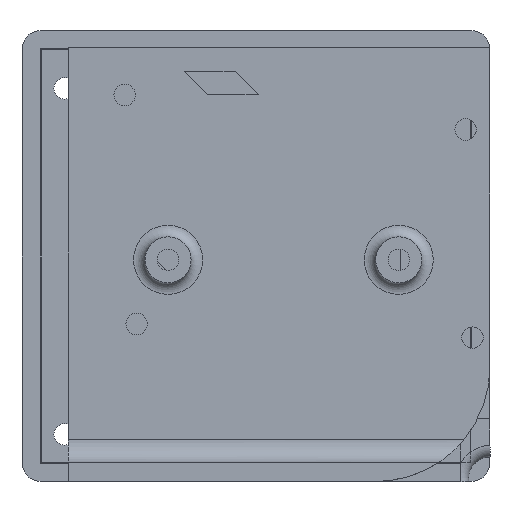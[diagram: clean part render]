
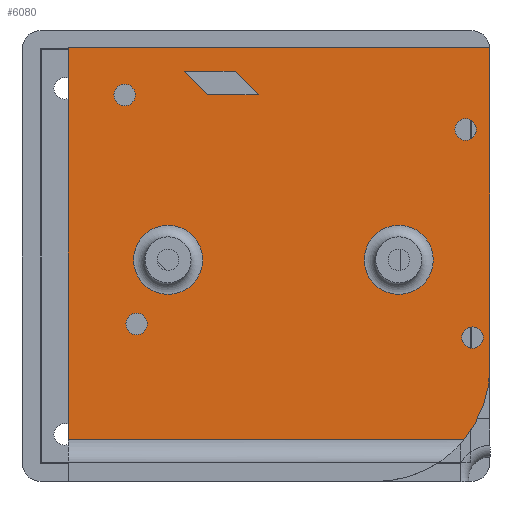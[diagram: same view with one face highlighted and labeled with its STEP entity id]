
A CAD part, front view. The second image highlights one B-rep face of the part: STEP entity #6080.
In plain terms, the highlighted planar face has unit normal (0, -1, 0).
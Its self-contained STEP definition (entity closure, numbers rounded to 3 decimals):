
#48=FACE_BOUND('',#735,.T.);
#49=FACE_BOUND('',#736,.T.);
#50=FACE_BOUND('',#737,.T.);
#51=FACE_BOUND('',#738,.T.);
#52=FACE_BOUND('',#739,.T.);
#53=FACE_BOUND('',#740,.T.);
#54=FACE_BOUND('',#741,.T.);
#120=CIRCLE('',#6435,4.5);
#122=CIRCLE('',#6438,15.);
#123=CIRCLE('',#6439,4.5);
#124=CIRCLE('',#6440,1.4);
#125=CIRCLE('',#6441,1.4);
#126=CIRCLE('',#6442,1.4);
#127=CIRCLE('',#6443,1.4);
#396=FACE_OUTER_BOUND('',#734,.T.);
#734=EDGE_LOOP('',(#4404,#4405,#4406,#4407,#4408));
#735=EDGE_LOOP('',(#4409));
#736=EDGE_LOOP('',(#4410,#4411,#4412,#4413));
#737=EDGE_LOOP('',(#4414));
#738=EDGE_LOOP('',(#4415));
#739=EDGE_LOOP('',(#4416));
#740=EDGE_LOOP('',(#4417));
#741=EDGE_LOOP('',(#4418));
#1209=LINE('',#8972,#1936);
#1210=LINE('',#8976,#1937);
#1211=LINE('',#8978,#1938);
#1212=LINE('',#8979,#1939);
#1213=LINE('',#8984,#1940);
#1214=LINE('',#8986,#1941);
#1215=LINE('',#8988,#1942);
#1216=LINE('',#8989,#1943);
#1936=VECTOR('',#7236,10.);
#1937=VECTOR('',#7239,10.);
#1938=VECTOR('',#7240,10.);
#1939=VECTOR('',#7241,10.);
#1940=VECTOR('',#7244,10.);
#1941=VECTOR('',#7245,10.);
#1942=VECTOR('',#7246,10.);
#1943=VECTOR('',#7247,10.);
#2618=VERTEX_POINT('',#8965);
#2619=VERTEX_POINT('',#8970);
#2620=VERTEX_POINT('',#8971);
#2621=VERTEX_POINT('',#8973);
#2622=VERTEX_POINT('',#8975);
#2623=VERTEX_POINT('',#8977);
#2624=VERTEX_POINT('',#8980);
#2625=VERTEX_POINT('',#8982);
#2626=VERTEX_POINT('',#8983);
#2627=VERTEX_POINT('',#8985);
#2628=VERTEX_POINT('',#8987);
#2629=VERTEX_POINT('',#8990);
#2630=VERTEX_POINT('',#8992);
#2631=VERTEX_POINT('',#8994);
#2632=VERTEX_POINT('',#8996);
#3281=EDGE_CURVE('',#2618,#2618,#120,.T.);
#3283=EDGE_CURVE('',#2619,#2620,#1209,.T.);
#3284=EDGE_CURVE('',#2621,#2619,#122,.T.);
#3285=EDGE_CURVE('',#2621,#2622,#1210,.T.);
#3286=EDGE_CURVE('',#2622,#2623,#1211,.T.);
#3287=EDGE_CURVE('',#2620,#2623,#1212,.T.);
#3288=EDGE_CURVE('',#2624,#2624,#123,.T.);
#3289=EDGE_CURVE('',#2625,#2626,#1213,.T.);
#3290=EDGE_CURVE('',#2626,#2627,#1214,.T.);
#3291=EDGE_CURVE('',#2627,#2628,#1215,.T.);
#3292=EDGE_CURVE('',#2628,#2625,#1216,.T.);
#3293=EDGE_CURVE('',#2629,#2629,#124,.T.);
#3294=EDGE_CURVE('',#2630,#2630,#125,.T.);
#3295=EDGE_CURVE('',#2631,#2631,#126,.T.);
#3296=EDGE_CURVE('',#2632,#2632,#127,.T.);
#4404=ORIENTED_EDGE('',*,*,#3283,.F.);
#4405=ORIENTED_EDGE('',*,*,#3284,.F.);
#4406=ORIENTED_EDGE('',*,*,#3285,.T.);
#4407=ORIENTED_EDGE('',*,*,#3286,.T.);
#4408=ORIENTED_EDGE('',*,*,#3287,.F.);
#4409=ORIENTED_EDGE('',*,*,#3288,.F.);
#4410=ORIENTED_EDGE('',*,*,#3289,.T.);
#4411=ORIENTED_EDGE('',*,*,#3290,.T.);
#4412=ORIENTED_EDGE('',*,*,#3291,.T.);
#4413=ORIENTED_EDGE('',*,*,#3292,.T.);
#4414=ORIENTED_EDGE('',*,*,#3293,.T.);
#4415=ORIENTED_EDGE('',*,*,#3294,.T.);
#4416=ORIENTED_EDGE('',*,*,#3295,.T.);
#4417=ORIENTED_EDGE('',*,*,#3296,.T.);
#4418=ORIENTED_EDGE('',*,*,#3281,.F.);
#5807=PLANE('',#6437);
#6080=ADVANCED_FACE('',(#396,#48,#49,#50,#51,#52,#53,#54),#5807,.T.);
#6435=AXIS2_PLACEMENT_3D('',#8967,#7230,#7231);
#6437=AXIS2_PLACEMENT_3D('',#8969,#7234,#7235);
#6438=AXIS2_PLACEMENT_3D('',#8974,#7237,#7238);
#6439=AXIS2_PLACEMENT_3D('',#8981,#7242,#7243);
#6440=AXIS2_PLACEMENT_3D('',#8991,#7248,#7249);
#6441=AXIS2_PLACEMENT_3D('',#8993,#7250,#7251);
#6442=AXIS2_PLACEMENT_3D('',#8995,#7252,#7253);
#6443=AXIS2_PLACEMENT_3D('',#8997,#7254,#7255);
#7230=DIRECTION('center_axis',(0.,-1.,0.));
#7231=DIRECTION('ref_axis',(1.,0.,0.));
#7234=DIRECTION('center_axis',(0.,-1.,0.));
#7235=DIRECTION('ref_axis',(1.,0.,0.));
#7236=DIRECTION('',(-1.,0.,0.));
#7237=DIRECTION('center_axis',(0.,1.,0.));
#7238=DIRECTION('ref_axis',(0.,0.,-1.));
#7239=DIRECTION('',(0.,0.,1.));
#7240=DIRECTION('',(-1.,0.,0.));
#7241=DIRECTION('',(0.,0.,1.));
#7242=DIRECTION('center_axis',(0.,-1.,0.));
#7243=DIRECTION('ref_axis',(1.,0.,0.));
#7244=DIRECTION('',(-1.,0.,0.));
#7245=DIRECTION('',(-0.707,0.,0.707));
#7246=DIRECTION('',(1.,0.,0.));
#7247=DIRECTION('',(0.707,0.,-0.707));
#7248=DIRECTION('center_axis',(0.,1.,0.));
#7249=DIRECTION('ref_axis',(1.,0.,0.));
#7250=DIRECTION('center_axis',(0.,1.,0.));
#7251=DIRECTION('ref_axis',(1.,0.,0.));
#7252=DIRECTION('center_axis',(0.,1.,0.));
#7253=DIRECTION('ref_axis',(1.,0.,0.));
#7254=DIRECTION('center_axis',(0.,1.,0.));
#7255=DIRECTION('ref_axis',(1.,0.,0.));
#8965=CARTESIAN_POINT('',(-5.12,119.979,55.292));
#8967=CARTESIAN_POINT('Origin',(-5.12,119.979,59.792));
#8969=CARTESIAN_POINT('Origin',(-20.73,119.979,57.995));
#8970=CARTESIAN_POINT('',(3.379,119.979,36.392));
#8971=CARTESIAN_POINT('',(-48.23,119.979,36.392));
#8972=CARTESIAN_POINT('',(-10.334,119.979,36.392));
#8973=CARTESIAN_POINT('',(6.77,119.979,45.892));
#8974=CARTESIAN_POINT('Origin',(-8.23,119.979,45.892));
#8975=CARTESIAN_POINT('',(6.77,119.979,87.457));
#8976=CARTESIAN_POINT('',(6.77,119.979,33.392));
#8977=CARTESIAN_POINT('',(-48.23,119.979,87.457));
#8978=CARTESIAN_POINT('',(-20.73,119.979,87.457));
#8979=CARTESIAN_POINT('',(-48.23,119.979,85.099));
#8980=CARTESIAN_POINT('',(-35.19,119.979,55.292));
#8981=CARTESIAN_POINT('Origin',(-35.19,119.979,59.792));
#8982=CARTESIAN_POINT('',(-23.436,119.979,81.342));
#8983=CARTESIAN_POINT('',(-30.083,119.979,81.342));
#8984=CARTESIAN_POINT('',(-25.406,119.979,81.342));
#8985=CARTESIAN_POINT('',(-33.083,119.979,84.342));
#8986=CARTESIAN_POINT('',(-23.408,119.979,74.667));
#8987=CARTESIAN_POINT('',(-26.436,119.979,84.342));
#8988=CARTESIAN_POINT('',(-23.583,119.979,84.342));
#8989=CARTESIAN_POINT('',(-16.923,119.979,74.829));
#8990=CARTESIAN_POINT('',(3.09,119.979,49.656));
#8991=CARTESIAN_POINT('Origin',(4.49,119.979,49.656));
#8992=CARTESIAN_POINT('',(2.195,119.979,76.779));
#8993=CARTESIAN_POINT('Origin',(3.595,119.979,76.779));
#8994=CARTESIAN_POINT('',(-40.683,119.979,51.439));
#8995=CARTESIAN_POINT('Origin',(-39.283,119.979,51.439));
#8996=CARTESIAN_POINT('',(-42.242,119.979,81.282));
#8997=CARTESIAN_POINT('Origin',(-40.842,119.979,81.282));
